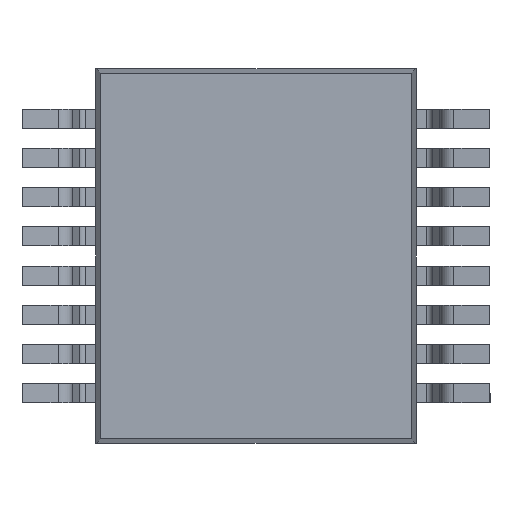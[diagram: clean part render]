
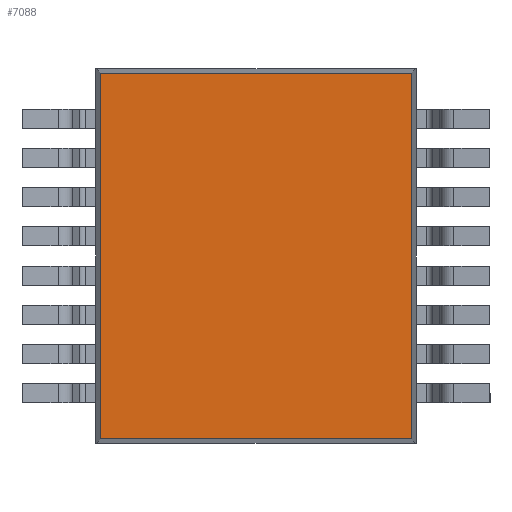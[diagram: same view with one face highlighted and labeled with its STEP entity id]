
A CAD part, front view. The second image highlights one B-rep face of the part: STEP entity #7088.
In plain terms, the highlighted planar face has unit normal (0, -1, 0).
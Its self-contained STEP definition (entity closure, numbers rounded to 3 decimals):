
#220 = LINE ( 'NONE', #2370, #5970 ) ;
#413 = LINE ( 'NONE', #6023, #780 ) ;
#599 = DIRECTION ( 'NONE',  ( 0., 0., 1. ) ) ;
#621 = VERTEX_POINT ( 'NONE', #4715 ) ;
#780 = VECTOR ( 'NONE', #3621, 1000. ) ;
#785 = DIRECTION ( 'NONE',  ( 1., 0., 0. ) ) ;
#862 = PLANE ( 'NONE',  #5142 ) ;
#893 = CARTESIAN_POINT ( 'NONE',  ( 0., 0.21, 0. ) ) ;
#962 = VERTEX_POINT ( 'NONE', #4506 ) ;
#1096 = ORIENTED_EDGE ( 'NONE', *, *, #5400, .T. ) ;
#1320 = EDGE_LOOP ( 'NONE', ( #3110, #1096, #3394, #2515 ) ) ;
#1464 = DIRECTION ( 'NONE',  ( 1., 0., 0. ) ) ;
#1470 = LINE ( 'NONE', #4845, #3955 ) ;
#2370 = CARTESIAN_POINT ( 'NONE',  ( 2.578, 0.21, -3.1 ) ) ;
#2383 = CARTESIAN_POINT ( 'NONE',  ( 2.578, 0.21, -3.028 ) ) ;
#2515 = ORIENTED_EDGE ( 'NONE', *, *, #6422, .T. ) ;
#3110 = ORIENTED_EDGE ( 'NONE', *, *, #5764, .T. ) ;
#3340 = CARTESIAN_POINT ( 'NONE',  ( 2.65, 0.21, 3.028 ) ) ;
#3394 = ORIENTED_EDGE ( 'NONE', *, *, #4396, .T. ) ;
#3427 = LINE ( 'NONE', #3340, #4146 ) ;
#3621 = DIRECTION ( 'NONE',  ( 0., 0., -1. ) ) ;
#3640 = VERTEX_POINT ( 'NONE', #2383 ) ;
#3955 = VECTOR ( 'NONE', #785, 1000. ) ;
#4146 = VECTOR ( 'NONE', #6216, 1000. ) ;
#4294 = VERTEX_POINT ( 'NONE', #5879 ) ;
#4396 = EDGE_CURVE ( 'NONE', #621, #962, #413, .T. ) ;
#4506 = CARTESIAN_POINT ( 'NONE',  ( -2.578, 0.21, -3.028 ) ) ;
#4715 = CARTESIAN_POINT ( 'NONE',  ( -2.578, 0.21, 3.028 ) ) ;
#4845 = CARTESIAN_POINT ( 'NONE',  ( -2.65, 0.21, -3.028 ) ) ;
#4950 = FACE_OUTER_BOUND ( 'NONE', #1320, .T. ) ;
#4970 = DIRECTION ( 'NONE',  ( 0., -1., 0. ) ) ;
#5142 = AXIS2_PLACEMENT_3D ( 'NONE', #893, #4970, #1464 ) ;
#5400 = EDGE_CURVE ( 'NONE', #4294, #621, #3427, .T. ) ;
#5764 = EDGE_CURVE ( 'NONE', #3640, #4294, #220, .T. ) ;
#5879 = CARTESIAN_POINT ( 'NONE',  ( 2.578, 0.21, 3.028 ) ) ;
#5970 = VECTOR ( 'NONE', #599, 1000. ) ;
#6023 = CARTESIAN_POINT ( 'NONE',  ( -2.578, 0.21, 3.1 ) ) ;
#6216 = DIRECTION ( 'NONE',  ( -1., 0., 0. ) ) ;
#6422 = EDGE_CURVE ( 'NONE', #962, #3640, #1470, .T. ) ;
#7088 = ADVANCED_FACE ( 'NONE', ( #4950 ), #862, .T. ) ;
